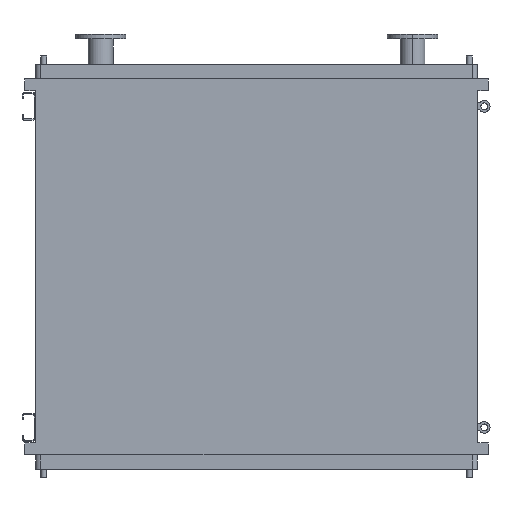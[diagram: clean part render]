
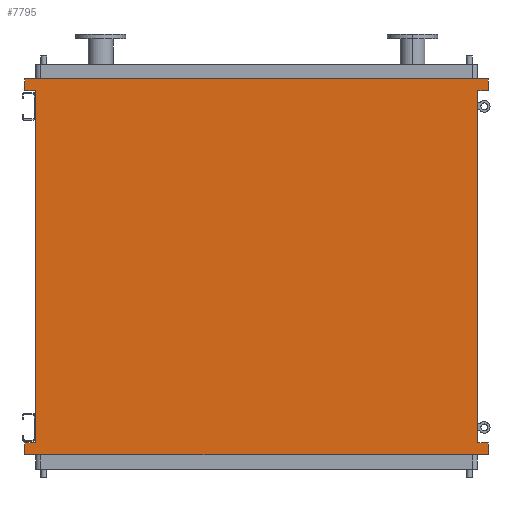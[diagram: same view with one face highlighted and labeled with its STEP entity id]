
A CAD part, front view. The second image highlights one B-rep face of the part: STEP entity #7795.
In plain terms, the highlighted planar face has unit normal (0, -1, 0).
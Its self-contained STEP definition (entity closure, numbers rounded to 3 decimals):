
#48 = ORIENTED_EDGE ( 'NONE', *, *, #2446, .F. ) ;
#164 = EDGE_CURVE ( 'NONE', #7370, #1610, #7016, .T. ) ;
#219 = CARTESIAN_POINT ( 'NONE',  ( -1011., 0., -1545. ) ) ;
#240 = DIRECTION ( 'NONE',  ( 0., 0., 1. ) ) ;
#249 = AXIS2_PLACEMENT_3D ( 'NONE', #2883, #1587, #2127 ) ;
#303 = VECTOR ( 'NONE', #5679, 1000. ) ;
#374 = CARTESIAN_POINT ( 'NONE',  ( 1011., 0., 43. ) ) ;
#381 = LINE ( 'NONE', #2331, #1867 ) ;
#470 = ORIENTED_EDGE ( 'NONE', *, *, #1530, .F. ) ;
#568 = CARTESIAN_POINT ( 'NONE',  ( 1011., 0., 95. ) ) ;
#922 = FACE_OUTER_BOUND ( 'NONE', #1860, .T. ) ;
#935 = CARTESIAN_POINT ( 'NONE',  ( -965., 0., 43. ) ) ;
#942 = CARTESIAN_POINT ( 'NONE',  ( -1011., 0., -1493. ) ) ;
#948 = DIRECTION ( 'NONE',  ( 0., 0., -1. ) ) ;
#1136 = CARTESIAN_POINT ( 'NONE',  ( 965., 0., -1493. ) ) ;
#1228 = VERTEX_POINT ( 'NONE', #219 ) ;
#1263 = DIRECTION ( 'NONE',  ( -1., 0., 0. ) ) ;
#1292 = EDGE_CURVE ( 'NONE', #4780, #3386, #381, .T. ) ;
#1308 = CARTESIAN_POINT ( 'NONE',  ( -1011., 0., 43. ) ) ;
#1393 = CARTESIAN_POINT ( 'NONE',  ( -1011., 0., -1545. ) ) ;
#1397 = ORIENTED_EDGE ( 'NONE', *, *, #7191, .T. ) ;
#1529 = DIRECTION ( 'NONE',  ( -1., 0., 0. ) ) ;
#1530 = EDGE_CURVE ( 'NONE', #4312, #4780, #4879, .T. ) ;
#1569 = CARTESIAN_POINT ( 'NONE',  ( 1011., 0., -1545. ) ) ;
#1587 = DIRECTION ( 'NONE',  ( 0., -1., 0. ) ) ;
#1610 = VERTEX_POINT ( 'NONE', #4207 ) ;
#1630 = EDGE_CURVE ( 'NONE', #5286, #7370, #3136, .T. ) ;
#1860 = EDGE_LOOP ( 'NONE', ( #1397, #3126, #470, #2432, #5246, #5133, #4772, #2469, #48, #6324, #5878, #2850 ) ) ;
#1867 = VECTOR ( 'NONE', #5997, 1000. ) ;
#1979 = CARTESIAN_POINT ( 'NONE',  ( 965., 0., -1493. ) ) ;
#1981 = CARTESIAN_POINT ( 'NONE',  ( 1011., 0., -1493. ) ) ;
#2039 = CARTESIAN_POINT ( 'NONE',  ( -965., 0., -1493. ) ) ;
#2110 = CARTESIAN_POINT ( 'NONE',  ( -1011., 0., 95. ) ) ;
#2127 = DIRECTION ( 'NONE',  ( 0., 0., -1. ) ) ;
#2154 = VECTOR ( 'NONE', #948, 1000. ) ;
#2294 = VECTOR ( 'NONE', #7785, 1000. ) ;
#2331 = CARTESIAN_POINT ( 'NONE',  ( 965., 0., 43. ) ) ;
#2346 = LINE ( 'NONE', #1136, #3359 ) ;
#2432 = ORIENTED_EDGE ( 'NONE', *, *, #4814, .F. ) ;
#2446 = EDGE_CURVE ( 'NONE', #1228, #3083, #5363, .T. ) ;
#2469 = ORIENTED_EDGE ( 'NONE', *, *, #7233, .F. ) ;
#2587 = CARTESIAN_POINT ( 'NONE',  ( 1011., 0., 43. ) ) ;
#2616 = VECTOR ( 'NONE', #3270, 1000. ) ;
#2850 = ORIENTED_EDGE ( 'NONE', *, *, #3670, .F. ) ;
#2883 = CARTESIAN_POINT ( 'NONE',  ( -965., 0., -1450. ) ) ;
#3083 = VERTEX_POINT ( 'NONE', #942 ) ;
#3126 = ORIENTED_EDGE ( 'NONE', *, *, #1292, .F. ) ;
#3136 = LINE ( 'NONE', #3807, #303 ) ;
#3188 = VECTOR ( 'NONE', #1263, 1000. ) ;
#3237 = LINE ( 'NONE', #2110, #2294 ) ;
#3270 = DIRECTION ( 'NONE',  ( 1., 0., 0. ) ) ;
#3300 = LINE ( 'NONE', #5884, #3829 ) ;
#3321 = CARTESIAN_POINT ( 'NONE',  ( 1011., 0., -1545. ) ) ;
#3359 = VECTOR ( 'NONE', #4903, 1000. ) ;
#3386 = VERTEX_POINT ( 'NONE', #3401 ) ;
#3401 = CARTESIAN_POINT ( 'NONE',  ( 965., 0., 43. ) ) ;
#3507 = VECTOR ( 'NONE', #1529, 1000. ) ;
#3670 = EDGE_CURVE ( 'NONE', #6885, #4153, #2346, .T. ) ;
#3798 = VERTEX_POINT ( 'NONE', #4467 ) ;
#3807 = CARTESIAN_POINT ( 'NONE',  ( -965., 0., -1450. ) ) ;
#3829 = VECTOR ( 'NONE', #4468, 1000. ) ;
#3891 = DIRECTION ( 'NONE',  ( 1., 0., 0. ) ) ;
#4004 = VERTEX_POINT ( 'NONE', #3321 ) ;
#4135 = EDGE_CURVE ( 'NONE', #1610, #3798, #3237, .T. ) ;
#4153 = VERTEX_POINT ( 'NONE', #1981 ) ;
#4207 = CARTESIAN_POINT ( 'NONE',  ( -1011., 0., 43. ) ) ;
#4261 = EDGE_CURVE ( 'NONE', #4004, #1228, #7950, .T. ) ;
#4312 = VERTEX_POINT ( 'NONE', #568 ) ;
#4428 = CARTESIAN_POINT ( 'NONE',  ( 1011., 0., 95. ) ) ;
#4467 = CARTESIAN_POINT ( 'NONE',  ( -1011., 0., 95. ) ) ;
#4468 = DIRECTION ( 'NONE',  ( 0., 0., -1. ) ) ;
#4478 = CARTESIAN_POINT ( 'NONE',  ( -1011., 0., -1493. ) ) ;
#4772 = ORIENTED_EDGE ( 'NONE', *, *, #1630, .F. ) ;
#4780 = VERTEX_POINT ( 'NONE', #2587 ) ;
#4814 = EDGE_CURVE ( 'NONE', #3798, #4312, #5184, .T. ) ;
#4879 = LINE ( 'NONE', #374, #2154 ) ;
#4903 = DIRECTION ( 'NONE',  ( 1., 0., 0. ) ) ;
#5133 = ORIENTED_EDGE ( 'NONE', *, *, #164, .F. ) ;
#5184 = LINE ( 'NONE', #4428, #7101 ) ;
#5192 = DIRECTION ( 'NONE',  ( 0., 0., 1. ) ) ;
#5246 = ORIENTED_EDGE ( 'NONE', *, *, #4135, .F. ) ;
#5286 = VERTEX_POINT ( 'NONE', #2039 ) ;
#5363 = LINE ( 'NONE', #1393, #5367 ) ;
#5367 = VECTOR ( 'NONE', #240, 1000. ) ;
#5679 = DIRECTION ( 'NONE',  ( 0., 0., 1. ) ) ;
#5878 = ORIENTED_EDGE ( 'NONE', *, *, #7713, .F. ) ;
#5884 = CARTESIAN_POINT ( 'NONE',  ( 1011., 0., -1493. ) ) ;
#5926 = PLANE ( 'NONE',  #249 ) ;
#5997 = DIRECTION ( 'NONE',  ( -1., 0., 0. ) ) ;
#6324 = ORIENTED_EDGE ( 'NONE', *, *, #4261, .F. ) ;
#6489 = VECTOR ( 'NONE', #5192, 1000. ) ;
#6885 = VERTEX_POINT ( 'NONE', #1979 ) ;
#7014 = LINE ( 'NONE', #7143, #6489 ) ;
#7016 = LINE ( 'NONE', #1308, #3188 ) ;
#7101 = VECTOR ( 'NONE', #3891, 1000. ) ;
#7143 = CARTESIAN_POINT ( 'NONE',  ( 965., 0., -1450. ) ) ;
#7191 = EDGE_CURVE ( 'NONE', #6885, #3386, #7014, .T. ) ;
#7233 = EDGE_CURVE ( 'NONE', #3083, #5286, #7637, .T. ) ;
#7370 = VERTEX_POINT ( 'NONE', #935 ) ;
#7637 = LINE ( 'NONE', #4478, #2616 ) ;
#7713 = EDGE_CURVE ( 'NONE', #4153, #4004, #3300, .T. ) ;
#7785 = DIRECTION ( 'NONE',  ( 0., 0., 1. ) ) ;
#7795 = ADVANCED_FACE ( 'NONE', ( #922 ), #5926, .T. ) ;
#7950 = LINE ( 'NONE', #1569, #3507 ) ;
